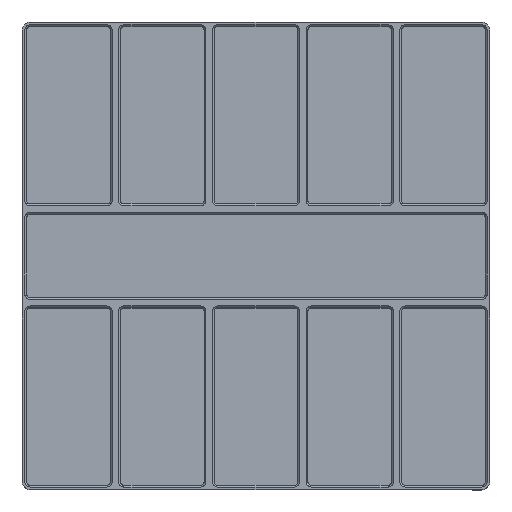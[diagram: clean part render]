
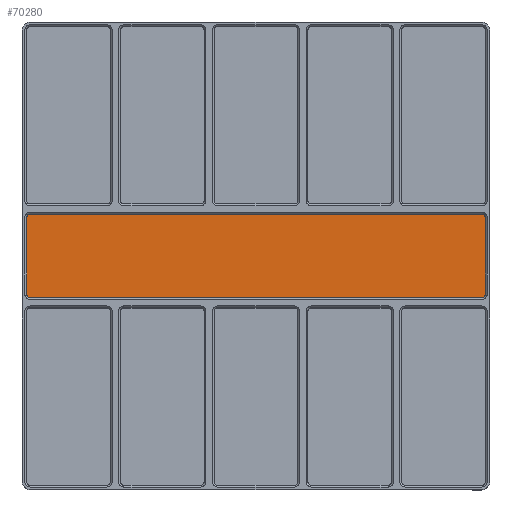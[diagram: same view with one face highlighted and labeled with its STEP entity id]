
A CAD part, top view. The second image highlights one B-rep face of the part: STEP entity #70280.
In plain terms, the highlighted planar face has unit normal (0, 0, 1).
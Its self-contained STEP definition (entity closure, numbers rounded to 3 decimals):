
#69320=CARTESIAN_POINT('',(291.75,206.15,7.));
#69330=VERTEX_POINT('',#69320);
#69360=CARTESIAN_POINT('',(290.15,206.15,7.));
#69370=DIRECTION('',(0.,0.,-1.));
#69380=DIRECTION('',(1.,0.,0.));
#69390=AXIS2_PLACEMENT_3D('',#69360,#69370,#69380);
#69400=CIRCLE('',#69390,1.6);
#69410=CARTESIAN_POINT('',(290.15,207.75,7.));
#69420=VERTEX_POINT('',#69410);
#69430=EDGE_CURVE('',#69420,#69330,#69400,.T.);
#69630=CARTESIAN_POINT('',(273.,189.,7.));
#69640=DIRECTION('',(0.,0.,1.));
#69650=DIRECTION('',(-1.,0.,0.));
#69660=AXIS2_PLACEMENT_3D('',#69630,#69640,#69650);
#69670=PLANE('',#69660);
#69680=CARTESIAN_POINT('',(290.15,171.85,7.));
#69690=DIRECTION('',(0.,0.,-1.));
#69700=DIRECTION('',(1.,0.,0.));
#69710=AXIS2_PLACEMENT_3D('',#69680,#69690,#69700);
#69720=CIRCLE('',#69710,1.6);
#69730=CARTESIAN_POINT('',(291.75,171.85,7.));
#69740=VERTEX_POINT('',#69730);
#69750=CARTESIAN_POINT('',(290.15,170.25,7.));
#69760=VERTEX_POINT('',#69750);
#69770=EDGE_CURVE('',#69740,#69760,#69720,.T.);
#69780=ORIENTED_EDGE('',*,*,#69770,.F.);
#69790=CARTESIAN_POINT('',(121.,170.25,7.));
#69800=DIRECTION('',(-1.,0.,0.));
#69810=VECTOR('',#69800,1.);
#69820=LINE('',#69790,#69810);
#69830=CARTESIAN_POINT('',(87.85,170.25,7.));
#69840=VERTEX_POINT('',#69830);
#69850=EDGE_CURVE('',#69760,#69840,#69820,.T.);
#69860=ORIENTED_EDGE('',*,*,#69850,.F.);
#69870=CARTESIAN_POINT('',(87.85,171.85,7.));
#69880=DIRECTION('',(0.,0.,-1.));
#69890=DIRECTION('',(1.,0.,0.));
#69900=AXIS2_PLACEMENT_3D('',#69870,#69880,#69890);
#69910=CIRCLE('',#69900,1.6);
#69920=CARTESIAN_POINT('',(86.25,171.85,7.));
#69930=VERTEX_POINT('',#69920);
#69940=EDGE_CURVE('',#69840,#69930,#69910,.T.);
#69950=ORIENTED_EDGE('',*,*,#69940,.F.);
#69960=CARTESIAN_POINT('',(86.25,173.,7.));
#69970=DIRECTION('',(0.,1.,0.));
#69980=VECTOR('',#69970,1.);
#69990=LINE('',#69960,#69980);
#70000=CARTESIAN_POINT('',(86.25,206.15,7.));
#70010=VERTEX_POINT('',#70000);
#70020=EDGE_CURVE('',#69930,#70010,#69990,.T.);
#70030=ORIENTED_EDGE('',*,*,#70020,.F.);
#70040=CARTESIAN_POINT('',(87.85,206.15,7.));
#70050=DIRECTION('',(0.,0.,-1.));
#70060=DIRECTION('',(1.,0.,0.));
#70070=AXIS2_PLACEMENT_3D('',#70040,#70050,#70060);
#70080=CIRCLE('',#70070,1.6);
#70090=CARTESIAN_POINT('',(87.85,207.75,7.));
#70100=VERTEX_POINT('',#70090);
#70110=EDGE_CURVE('',#70010,#70100,#70080,.T.);
#70120=ORIENTED_EDGE('',*,*,#70110,.F.);
#70130=CARTESIAN_POINT('',(257.,207.75,7.));
#70140=DIRECTION('',(1.,0.,0.));
#70150=VECTOR('',#70140,1.);
#70160=LINE('',#70130,#70150);
#70170=EDGE_CURVE('',#70100,#69420,#70160,.T.);
#70180=ORIENTED_EDGE('',*,*,#70170,.F.);
#70190=ORIENTED_EDGE('',*,*,#69430,.F.);
#70200=CARTESIAN_POINT('',(291.75,205.,7.));
#70210=DIRECTION('',(0.,-1.,0.));
#70220=VECTOR('',#70210,1.);
#70230=LINE('',#70200,#70220);
#70240=EDGE_CURVE('',#69330,#69740,#70230,.T.);
#70250=ORIENTED_EDGE('',*,*,#70240,.F.);
#70260=EDGE_LOOP('',(#70250,#70190,#70180,#70120,#70030,#69950,#69860,
#69780));
#70270=FACE_OUTER_BOUND('',#70260,.T.);
#70280=ADVANCED_FACE('',(#70270),#69670,.T.);
